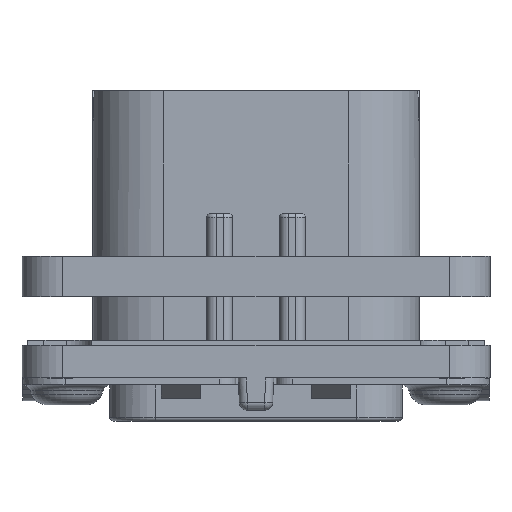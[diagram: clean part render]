
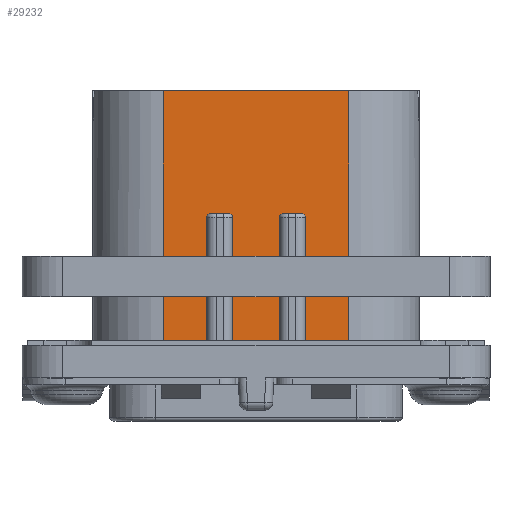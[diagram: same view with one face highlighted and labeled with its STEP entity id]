
A CAD part, front view. The second image highlights one B-rep face of the part: STEP entity #29232.
In plain terms, the highlighted planar face has unit normal (0, -1, 0).
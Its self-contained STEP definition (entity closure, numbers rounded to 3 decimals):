
#1440=DIRECTION('',(1.,0.,0.));
#1441=VECTOR('',#1440,11.4);
#1442=CARTESIAN_POINT('',(-5.7,-9.,17.67));
#1443=LINE('',#1442,#1441);
#5391=DIRECTION('',(1.,0.,0.));
#5392=VECTOR('',#5391,2.66);
#5393=CARTESIAN_POINT('',(-5.7,-9.,2.));
#5394=LINE('',#5393,#5392);
#5403=CARTESIAN_POINT('',(-2.79,-9.,9.87));
#5404=DIRECTION('',(0.,1.,0.));
#5405=DIRECTION('',(-1.,0.,0.));
#5406=AXIS2_PLACEMENT_3D('',#5403,#5404,#5405);
#5435=CARTESIAN_POINT('',(-1.69,-9.,9.87));
#5436=DIRECTION('',(0.,1.,0.));
#5437=DIRECTION('',(0.,0.,1.));
#5438=AXIS2_PLACEMENT_3D('',#5435,#5436,#5437);
#5448=DIRECTION('',(0.,0.,1.));
#5449=VECTOR('',#5448,7.87);
#5450=CARTESIAN_POINT('',(3.04,-9.,2.));
#5451=LINE('',#5450,#5449);
#5452=DIRECTION('',(1.,0.,0.));
#5453=VECTOR('',#5452,1.1);
#5454=CARTESIAN_POINT('',(1.69,-9.,10.12));
#5455=LINE('',#5454,#5453);
#5456=DIRECTION('',(0.,0.,1.));
#5457=VECTOR('',#5456,7.87);
#5458=CARTESIAN_POINT('',(1.44,-9.,2.));
#5459=LINE('',#5458,#5457);
#5460=DIRECTION('',(0.,0.,1.));
#5461=VECTOR('',#5460,7.87);
#5462=CARTESIAN_POINT('',(-1.44,-9.,2.));
#5463=LINE('',#5462,#5461);
#5464=DIRECTION('',(1.,0.,0.));
#5465=VECTOR('',#5464,1.1);
#5466=CARTESIAN_POINT('',(-2.79,-9.,10.12));
#5467=LINE('',#5466,#5465);
#5468=DIRECTION('',(0.,0.,1.));
#5469=VECTOR('',#5468,7.87);
#5470=CARTESIAN_POINT('',(-3.04,-9.,2.));
#5471=LINE('',#5470,#5469);
#5472=DIRECTION('',(0.,0.,-1.));
#5473=VECTOR('',#5472,15.67);
#5474=CARTESIAN_POINT('',(-5.7,-9.,17.67));
#5475=LINE('',#5474,#5473);
#5476=DIRECTION('',(0.,0.,-1.));
#5477=VECTOR('',#5476,15.67);
#5478=CARTESIAN_POINT('',(5.7,-9.,17.67));
#5479=LINE('',#5478,#5477);
#5493=CARTESIAN_POINT('',(2.79,-9.,9.87));
#5494=DIRECTION('',(0.,1.,0.));
#5495=DIRECTION('',(0.,0.,1.));
#5496=AXIS2_PLACEMENT_3D('',#5493,#5494,#5495);
#5535=CARTESIAN_POINT('',(1.69,-9.,9.87));
#5536=DIRECTION('',(0.,1.,0.));
#5537=DIRECTION('',(-1.,0.,0.));
#5538=AXIS2_PLACEMENT_3D('',#5535,#5536,#5537);
#5622=DIRECTION('',(1.,0.,0.));
#5623=VECTOR('',#5622,2.66);
#5624=CARTESIAN_POINT('',(3.04,-9.,2.));
#5625=LINE('',#5624,#5623);
#11843=DIRECTION('',(1.,0.,0.));
#11844=VECTOR('',#11843,2.88);
#11845=CARTESIAN_POINT('',(-1.44,-9.,2.));
#11846=LINE('',#11845,#11844);
#18523=CARTESIAN_POINT('',(-5.7,-9.,17.67));
#18524=CARTESIAN_POINT('',(-5.7,-9.,2.));
#18525=VERTEX_POINT('',#18523);
#18526=VERTEX_POINT('',#18524);
#18527=CARTESIAN_POINT('',(5.7,-9.,17.67));
#18528=CARTESIAN_POINT('',(5.7,-9.,2.));
#18529=VERTEX_POINT('',#18527);
#18530=VERTEX_POINT('',#18528);
#18685=CARTESIAN_POINT('',(-3.04,-9.,2.));
#18686=VERTEX_POINT('',#18685);
#18687=CARTESIAN_POINT('',(-1.44,-9.,2.));
#18688=CARTESIAN_POINT('',(1.44,-9.,2.));
#18689=VERTEX_POINT('',#18687);
#18690=VERTEX_POINT('',#18688);
#18691=CARTESIAN_POINT('',(3.04,-9.,2.));
#18692=VERTEX_POINT('',#18691);
#21164=CARTESIAN_POINT('',(-1.44,-9.,9.87));
#21166=VERTEX_POINT('',#21164);
#21168=CARTESIAN_POINT('',(-1.69,-9.,10.12));
#21170=VERTEX_POINT('',#21168);
#21191=CARTESIAN_POINT('',(-2.79,-9.,10.12));
#21192=VERTEX_POINT('',#21191);
#21193=CARTESIAN_POINT('',(-3.04,-9.,9.87));
#21194=VERTEX_POINT('',#21193);
#21196=CARTESIAN_POINT('',(3.04,-9.,9.87));
#21198=VERTEX_POINT('',#21196);
#21200=CARTESIAN_POINT('',(2.79,-9.,10.12));
#21202=VERTEX_POINT('',#21200);
#21203=CARTESIAN_POINT('',(1.69,-9.,10.12));
#21205=VERTEX_POINT('',#21203);
#21207=CARTESIAN_POINT('',(1.44,-9.,9.87));
#21209=VERTEX_POINT('',#21207);
#29202=CARTESIAN_POINT('',(-10.05,-9.,2.));
#29203=DIRECTION('',(0.,-1.,0.));
#29204=DIRECTION('',(1.,0.,0.));
#29205=AXIS2_PLACEMENT_3D('',#29202,#29203,#29204);
#29206=PLANE('',#29205);
#29208=ORIENTED_EDGE('',*,*,#29207,.T.);
#29210=ORIENTED_EDGE('',*,*,#29209,.F.);
#29212=ORIENTED_EDGE('',*,*,#29211,.F.);
#29214=ORIENTED_EDGE('',*,*,#29213,.F.);
#29216=ORIENTED_EDGE('',*,*,#29215,.F.);
#29218=ORIENTED_EDGE('',*,*,#29217,.F.);
#29219=ORIENTED_EDGE('',*,*,#29193,.T.);
#29220=ORIENTED_EDGE('',*,*,#29182,.F.);
#29221=ORIENTED_EDGE('',*,*,#29167,.F.);
#29222=ORIENTED_EDGE('',*,*,#29148,.F.);
#29223=ORIENTED_EDGE('',*,*,#29133,.F.);
#29224=ORIENTED_EDGE('',*,*,#29118,.F.);
#29225=ORIENTED_EDGE('',*,*,#23555,.F.);
#29226=ORIENTED_EDGE('',*,*,#23740,.T.);
#29227=ORIENTED_EDGE('',*,*,#24000,.T.);
#29229=ORIENTED_EDGE('',*,*,#29228,.F.);
#29230=EDGE_LOOP('',(#29208,#29210,#29212,#29214,#29216,#29218,#29219,#29220,
#29221,#29222,#29223,#29224,#29225,#29226,#29227,#29229));
#29231=FACE_OUTER_BOUND('',#29230,.F.);
#29232=ADVANCED_FACE('',(#29231),#29206,.T.);
#5407=CIRCLE('',#5406,0.25);
#5439=CIRCLE('',#5438,0.25);
#5497=CIRCLE('',#5496,0.25);
#5539=CIRCLE('',#5538,0.25);
#23555=EDGE_CURVE('',#18525,#18526,#5475,.T.);
#23740=EDGE_CURVE('',#18525,#18529,#1443,.T.);
#24000=EDGE_CURVE('',#18529,#18530,#5479,.T.);
#29118=EDGE_CURVE('',#18526,#18686,#5394,.T.);
#29133=EDGE_CURVE('',#18686,#21194,#5471,.T.);
#29148=EDGE_CURVE('',#21194,#21192,#5407,.T.);
#29167=EDGE_CURVE('',#21192,#21170,#5467,.T.);
#29182=EDGE_CURVE('',#21170,#21166,#5439,.T.);
#29193=EDGE_CURVE('',#18689,#21166,#5463,.T.);
#29207=EDGE_CURVE('',#18692,#21198,#5451,.T.);
#29209=EDGE_CURVE('',#21202,#21198,#5497,.T.);
#29211=EDGE_CURVE('',#21205,#21202,#5455,.T.);
#29213=EDGE_CURVE('',#21209,#21205,#5539,.T.);
#29215=EDGE_CURVE('',#18690,#21209,#5459,.T.);
#29217=EDGE_CURVE('',#18689,#18690,#11846,.T.);
#29228=EDGE_CURVE('',#18692,#18530,#5625,.T.);
